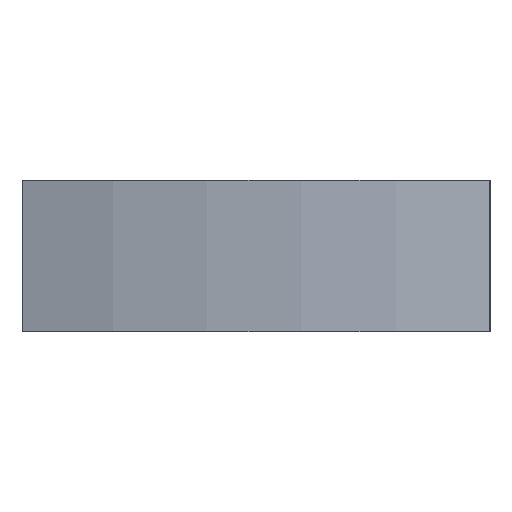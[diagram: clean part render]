
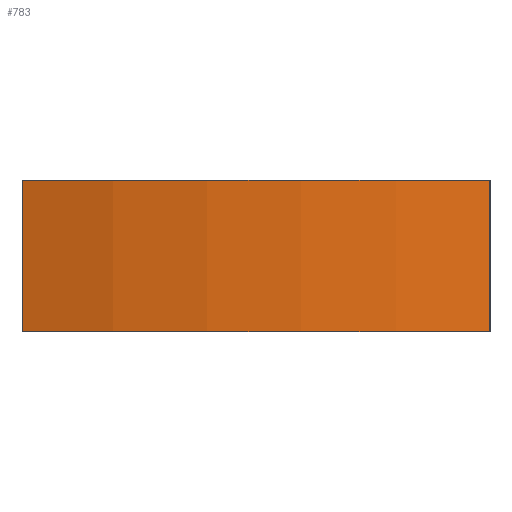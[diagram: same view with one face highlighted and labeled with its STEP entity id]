
A CAD part, left-side view. The second image highlights one B-rep face of the part: STEP entity #783.
In plain terms, the highlighted cylindrical face has radius 98.531 mm (diameter 197.063 mm), a partial arc.
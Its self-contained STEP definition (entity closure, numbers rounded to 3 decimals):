
#26 = ORIENTED_EDGE ( 'NONE', *, *, #97, .F. ) ;
#55 = CIRCLE ( 'NONE', #691, 98.531 ) ;
#97 = EDGE_CURVE ( 'NONE', #701, #715, #374, .T. ) ;
#98 = EDGE_LOOP ( 'NONE', ( #253, #26, #234, #591 ) ) ;
#102 = DIRECTION ( 'NONE',  ( -1., 0., 0. ) ) ;
#129 = DIRECTION ( 'NONE',  ( 0., 0., -1. ) ) ;
#179 = DIRECTION ( 'NONE',  ( 0., 0., -1. ) ) ;
#191 = CIRCLE ( 'NONE', #652, 98.531 ) ;
#213 = VERTEX_POINT ( 'NONE', #320 ) ;
#230 = DIRECTION ( 'NONE',  ( 0., 0., -1. ) ) ;
#234 = ORIENTED_EDGE ( 'NONE', *, *, #274, .F. ) ;
#253 = ORIENTED_EDGE ( 'NONE', *, *, #406, .T. ) ;
#274 = EDGE_CURVE ( 'NONE', #804, #701, #55, .T. ) ;
#295 = FACE_OUTER_BOUND ( 'NONE', #98, .T. ) ;
#298 = CARTESIAN_POINT ( 'NONE',  ( -30.65, 55.5, 9. ) ) ;
#305 = DIRECTION ( 'NONE',  ( -1., 0., 0. ) ) ;
#320 = CARTESIAN_POINT ( 'NONE',  ( -30.65, 55.5, -9. ) ) ;
#374 = LINE ( 'NONE', #446, #517 ) ;
#404 = DIRECTION ( 'NONE',  ( 0., 0., 1. ) ) ;
#406 = EDGE_CURVE ( 'NONE', #213, #715, #191, .T. ) ;
#420 = CARTESIAN_POINT ( 'NONE',  ( 62.031, 22.055, 9. ) ) ;
#446 = CARTESIAN_POINT ( 'NONE',  ( -34., 0., 9. ) ) ;
#463 = CARTESIAN_POINT ( 'NONE',  ( 62.031, 22.055, 9. ) ) ;
#481 = CARTESIAN_POINT ( 'NONE',  ( 62.031, 22.055, -9. ) ) ;
#517 = VECTOR ( 'NONE', #129, 1000. ) ;
#519 = AXIS2_PLACEMENT_3D ( 'NONE', #420, #179, #305 ) ;
#591 = ORIENTED_EDGE ( 'NONE', *, *, #800, .T. ) ;
#605 = LINE ( 'NONE', #814, #628 ) ;
#628 = VECTOR ( 'NONE', #230, 1000. ) ;
#652 = AXIS2_PLACEMENT_3D ( 'NONE', #481, #668, #102 ) ;
#658 = CARTESIAN_POINT ( 'NONE',  ( -34., 0., -9. ) ) ;
#668 = DIRECTION ( 'NONE',  ( 0., 0., 1. ) ) ;
#691 = AXIS2_PLACEMENT_3D ( 'NONE', #463, #404, #778 ) ;
#701 = VERTEX_POINT ( 'NONE', #717 ) ;
#715 = VERTEX_POINT ( 'NONE', #658 ) ;
#717 = CARTESIAN_POINT ( 'NONE',  ( -34., 0., 9. ) ) ;
#778 = DIRECTION ( 'NONE',  ( -1., 0., 0. ) ) ;
#783 = ADVANCED_FACE ( 'NONE', ( #295 ), #796, .T. ) ;
#796 = CYLINDRICAL_SURFACE ( 'NONE', #519, 98.531 ) ;
#800 = EDGE_CURVE ( 'NONE', #804, #213, #605, .T. ) ;
#804 = VERTEX_POINT ( 'NONE', #298 ) ;
#814 = CARTESIAN_POINT ( 'NONE',  ( -30.65, 55.5, 9. ) ) ;
